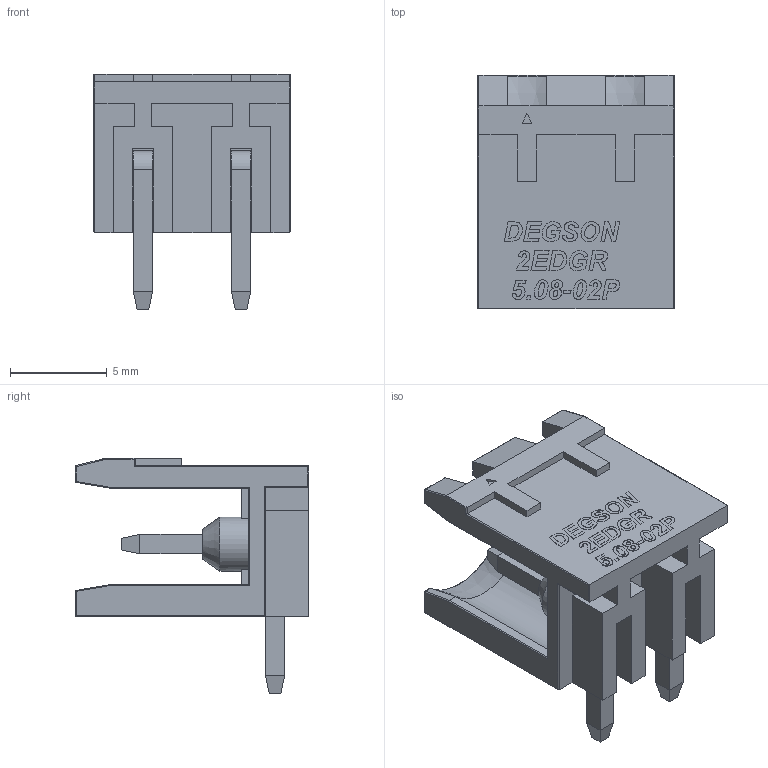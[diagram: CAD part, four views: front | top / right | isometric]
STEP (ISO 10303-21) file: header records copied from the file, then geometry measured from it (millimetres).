
FILE_DESCRIPTION (( 'STEP AP214' ), '1' );
FILE_NAME ('2EDGR-5.08-02P-14-00AH.STEP', '2021-02-12T19:17:33', ( '' ), ( '' ), 'SwSTEP 2.0', 'SolidWorks 2020', '' );
FILE_SCHEMA (( 'AUTOMOTIVE_DESIGN' ));
Length unit declared in the file: millimetre
Products named in the file (1): 2EDGR-5.08-02P-14-00AH
Bounding box: 10.16 x 12.1 x 12.2 mm (x, y, z)
Volume: 412.8 mm3; surface area: 900.2 mm2
Topology: 1 solids, 1 shells, 478 faces, 1255 edges, 802 vertices
Faces by surface type: plane 257, bspline 151, cylinder 52, sphere 8, cone 6, torus 4
Entity records: 25507 total; most frequent: CARTESIAN_POINT 11445, ORIENTED_EDGE 2494, DIRECTION 1631, EDGE_CURVE 1247, VECTOR 839, LINE 839, VERTEX_POINT 802, EDGE_LOOP 509
